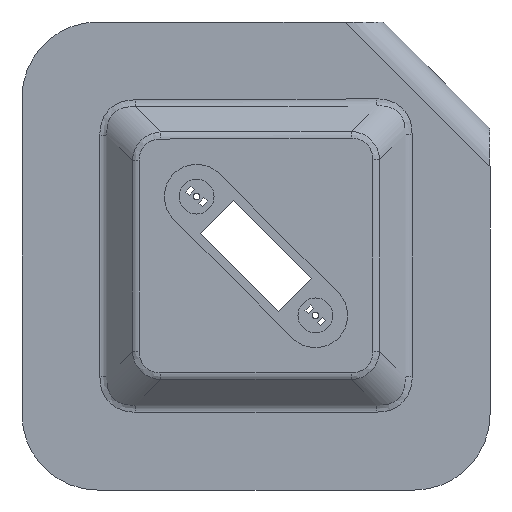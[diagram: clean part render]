
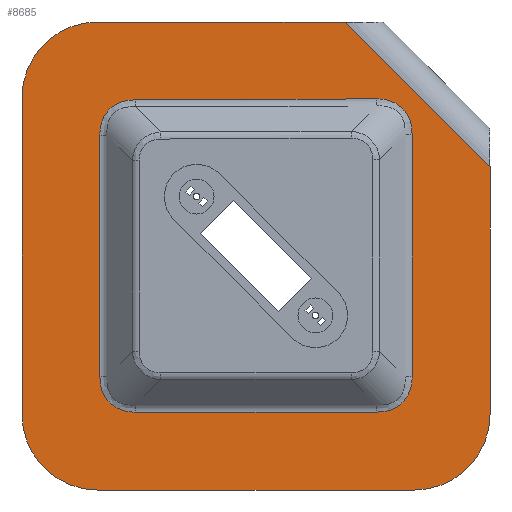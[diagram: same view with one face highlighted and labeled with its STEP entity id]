
A CAD part, front view. The second image highlights one B-rep face of the part: STEP entity #8685.
In plain terms, the highlighted planar face has unit normal (0, -1, 0).
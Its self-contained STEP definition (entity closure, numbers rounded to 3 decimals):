
#87=ELLIPSE('',#9173,25.917,15.);
#88=ELLIPSE('',#9180,25.981,15.);
#89=ELLIPSE('',#9182,25.981,15.);
#90=ELLIPSE('',#9187,25.981,15.);
#103=ELLIPSE('',#9385,22.507,22.5);
#104=ELLIPSE('',#9386,22.507,22.5);
#105=ELLIPSE('',#9387,22.507,22.5);
#2058=ORIENTED_EDGE('',*,*,#3658,.F.);
#2059=ORIENTED_EDGE('',*,*,#3662,.T.);
#2060=ORIENTED_EDGE('',*,*,#3668,.F.);
#2061=ORIENTED_EDGE('',*,*,#3674,.T.);
#2062=ORIENTED_EDGE('',*,*,#3680,.F.);
#2063=ORIENTED_EDGE('',*,*,#3676,.T.);
#2064=ORIENTED_EDGE('',*,*,#3672,.F.);
#2065=ORIENTED_EDGE('',*,*,#3666,.T.);
#2066=ORIENTED_EDGE('',*,*,#4011,.T.);
#2067=ORIENTED_EDGE('',*,*,#4012,.T.);
#2068=ORIENTED_EDGE('',*,*,#4013,.T.);
#2069=ORIENTED_EDGE('',*,*,#4014,.T.);
#2070=ORIENTED_EDGE('',*,*,#4015,.T.);
#2071=ORIENTED_EDGE('',*,*,#3722,.T.);
#2072=ORIENTED_EDGE('',*,*,#4016,.T.);
#2073=ORIENTED_EDGE('',*,*,#4017,.T.);
#3658=EDGE_CURVE('',#4743,#4745,#87,.T.);
#3662=EDGE_CURVE('',#4743,#4747,#5547,.T.);
#3666=EDGE_CURVE('',#4749,#4745,#5550,.T.);
#3668=EDGE_CURVE('',#4751,#4747,#88,.T.);
#3672=EDGE_CURVE('',#4749,#4753,#89,.T.);
#3674=EDGE_CURVE('',#4751,#4756,#5551,.T.);
#3676=EDGE_CURVE('',#4757,#4753,#5553,.T.);
#3680=EDGE_CURVE('',#4757,#4756,#90,.T.);
#3722=EDGE_CURVE('',#4776,#4778,#5578,.T.);
#4011=EDGE_CURVE('',#4985,#4986,#5799,.T.);
#4012=EDGE_CURVE('',#4986,#4987,#103,.T.);
#4013=EDGE_CURVE('',#4987,#4988,#5800,.T.);
#4014=EDGE_CURVE('',#4988,#4989,#104,.T.);
#4015=EDGE_CURVE('',#4989,#4776,#5801,.T.);
#4016=EDGE_CURVE('',#4778,#4990,#5802,.T.);
#4017=EDGE_CURVE('',#4990,#4985,#105,.T.);
#4743=VERTEX_POINT('',#13954);
#4745=VERTEX_POINT('',#13957);
#4747=VERTEX_POINT('',#13969);
#4749=VERTEX_POINT('',#13975);
#4751=VERTEX_POINT('',#14005);
#4753=VERTEX_POINT('',#14041);
#4756=VERTEX_POINT('',#14054);
#4757=VERTEX_POINT('',#14059);
#4776=VERTEX_POINT('',#14288);
#4778=VERTEX_POINT('',#14292);
#4985=VERTEX_POINT('',#14892);
#4986=VERTEX_POINT('',#14893);
#4987=VERTEX_POINT('',#14895);
#4988=VERTEX_POINT('',#14897);
#4989=VERTEX_POINT('',#14899);
#4990=VERTEX_POINT('',#14902);
#5547=LINE('',#13971,#6442);
#5550=LINE('',#13978,#6445);
#5551=LINE('',#14055,#6446);
#5553=LINE('',#14058,#6448);
#5578=LINE('',#14293,#6473);
#5799=LINE('',#14891,#6694);
#5800=LINE('',#14896,#6695);
#5801=LINE('',#14900,#6696);
#5802=LINE('',#14901,#6697);
#6442=VECTOR('',#10783,1000.);
#6445=VECTOR('',#10790,1000.);
#6446=VECTOR('',#10803,1000.);
#6448=VECTOR('',#10807,1000.);
#6473=VECTOR('',#10888,1000.);
#6694=VECTOR('',#11451,1000.);
#6695=VECTOR('',#11454,1000.);
#6696=VECTOR('',#11457,1000.);
#6697=VECTOR('',#11458,1000.);
#7223=EDGE_LOOP('',(#2058,#2059,#2060,#2061,#2062,#2063,#2064,#2065));
#7224=EDGE_LOOP('',(#2066,#2067,#2068,#2069,#2070,#2071,#2072,#2073));
#7799=FACE_BOUND('',#7223,.T.);
#7800=FACE_BOUND('',#7224,.T.);
#8235=PLANE('',#9384);
#8685=ADVANCED_FACE('',(#7799,#7800),#8235,.T.);
#9173=AXIS2_PLACEMENT_3D('',#13956,#10775,#10776);
#9180=AXIS2_PLACEMENT_3D('',#14007,#10793,#10794);
#9182=AXIS2_PLACEMENT_3D('',#14050,#10797,#10798);
#9187=AXIS2_PLACEMENT_3D('',#14095,#10811,#10812);
#9384=AXIS2_PLACEMENT_3D('',#14890,#11449,#11450);
#9385=AXIS2_PLACEMENT_3D('',#14894,#11452,#11453);
#9386=AXIS2_PLACEMENT_3D('',#14898,#11455,#11456);
#9387=AXIS2_PLACEMENT_3D('',#14903,#11459,#11460);
#10775=DIRECTION('',(0.,-1.,0.));
#10776=DIRECTION('',(-0.71,0.,0.705));
#10783=DIRECTION('',(1.,0.,0.004));
#10790=DIRECTION('',(0.,0.,1.));
#10793=DIRECTION('',(0.,-1.,0.));
#10794=DIRECTION('',(0.707,0.,0.707));
#10797=DIRECTION('',(0.,-1.,0.));
#10798=DIRECTION('',(-0.707,0.,-0.707));
#10803=DIRECTION('',(0.,0.,-1.));
#10807=DIRECTION('',(-1.,0.,0.));
#10811=DIRECTION('',(0.,-1.,0.));
#10812=DIRECTION('',(0.707,0.,-0.707));
#10888=DIRECTION('',(-0.707,0.,0.707));
#11449=DIRECTION('',(0.,-1.,0.));
#11450=DIRECTION('',(0.,0.,-1.));
#11451=DIRECTION('',(0.,0.,-1.));
#11452=DIRECTION('',(0.,-1.,0.));
#11453=DIRECTION('',(-0.707,0.,-0.707));
#11454=DIRECTION('',(1.,0.,0.));
#11455=DIRECTION('',(0.,-1.,0.));
#11456=DIRECTION('',(0.707,0.,-0.707));
#11457=DIRECTION('',(0.,0.,1.));
#11458=DIRECTION('',(-1.,0.,0.));
#11459=DIRECTION('',(0.,-1.,0.));
#11460=DIRECTION('',(-0.707,0.,0.707));
#13954=CARTESIAN_POINT('',(-35.852,10.25,46.477));
#13956=CARTESIAN_POINT('',(-25.226,10.25,25.341));
#13957=CARTESIAN_POINT('',(-46.439,10.25,35.87));
#13969=CARTESIAN_POINT('',(35.774,10.25,46.739));
#13971=CARTESIAN_POINT('',(36.711,10.25,46.742));
#13975=CARTESIAN_POINT('',(-46.439,10.25,-35.832));
#13978=CARTESIAN_POINT('',(-46.439,10.25,36.711));
#14005=CARTESIAN_POINT('',(46.439,10.25,36.132));
#14007=CARTESIAN_POINT('',(25.226,10.25,25.526));
#14041=CARTESIAN_POINT('',(-35.832,10.25,-46.439));
#14050=CARTESIAN_POINT('',(-25.226,10.25,-25.226));
#14054=CARTESIAN_POINT('',(46.439,10.25,-35.832));
#14055=CARTESIAN_POINT('',(46.439,10.25,-36.711));
#14058=CARTESIAN_POINT('',(-36.711,10.25,-46.439));
#14059=CARTESIAN_POINT('',(35.832,10.25,-46.439));
#14095=CARTESIAN_POINT('',(25.226,10.25,-25.226));
#14288=CARTESIAN_POINT('',(69.613,10.25,26.514));
#14292=CARTESIAN_POINT('',(26.514,10.25,69.613));
#14293=CARTESIAN_POINT('',(32.27,10.25,63.856));
#14890=CARTESIAN_POINT('',(0.,10.25,0.));
#14891=CARTESIAN_POINT('',(-69.613,10.25,0.));
#14892=CARTESIAN_POINT('',(-69.613,10.25,47.116));
#14893=CARTESIAN_POINT('',(-69.613,10.25,-47.116));
#14894=CARTESIAN_POINT('',(-47.109,10.25,-47.109));
#14895=CARTESIAN_POINT('',(-47.116,10.25,-69.613));
#14896=CARTESIAN_POINT('',(0.,10.25,-69.613));
#14897=CARTESIAN_POINT('',(47.116,10.25,-69.613));
#14898=CARTESIAN_POINT('',(47.109,10.25,-47.109));
#14899=CARTESIAN_POINT('',(69.613,10.25,-47.116));
#14900=CARTESIAN_POINT('',(69.613,10.25,-4.217));
#14901=CARTESIAN_POINT('',(-4.217,10.25,69.613));
#14902=CARTESIAN_POINT('',(-47.116,10.25,69.613));
#14903=CARTESIAN_POINT('',(-47.109,10.25,47.109));
